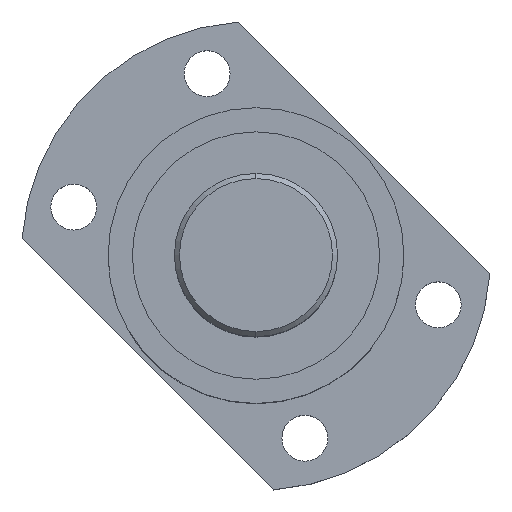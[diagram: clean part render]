
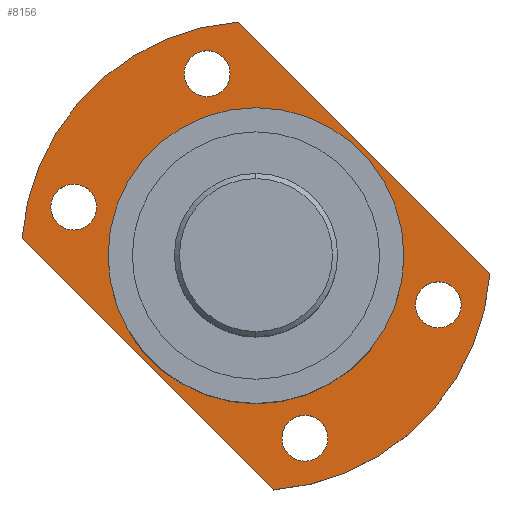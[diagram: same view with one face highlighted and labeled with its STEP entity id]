
A CAD part, top view. The second image highlights one B-rep face of the part: STEP entity #8156.
In plain terms, the highlighted planar face has unit normal (0, 0, 1).
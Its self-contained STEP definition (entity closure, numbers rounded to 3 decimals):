
#121 = CIRCLE ( 'NONE', #17974, 4.5 ) ;
#231 = DIRECTION ( 'NONE',  ( 0., 0., 1. ) ) ;
#275 = EDGE_LOOP ( 'NONE', ( #22951, #3491 ) ) ;
#379 = DIRECTION ( 'NONE',  ( 1., 0., 0. ) ) ;
#528 = CIRCLE ( 'NONE', #6511, 4.5 ) ;
#654 = VERTEX_POINT ( 'NONE', #14315 ) ;
#660 = FACE_BOUND ( 'NONE', #12913, .T. ) ;
#925 = CARTESIAN_POINT ( 'NONE',  ( -5.076, 78.542, 100.392 ) ) ;
#1068 = AXIS2_PLACEMENT_3D ( 'NONE', #1181, #18549, #5491 ) ;
#1157 = VECTOR ( 'NONE', #25743, 1000. ) ;
#1181 = CARTESIAN_POINT ( 'NONE',  ( -35.739, 52.379, 100.392 ) ) ;
#1285 = DIRECTION ( 'NONE',  ( 0., 0., 1. ) ) ;
#1499 = DIRECTION ( 'NONE',  ( 0., 0., -1. ) ) ;
#1510 = EDGE_LOOP ( 'NONE', ( #18839, #23696 ) ) ;
#1717 = EDGE_CURVE ( 'NONE', #11544, #14505, #528, .T. ) ;
#2062 = AXIS2_PLACEMENT_3D ( 'NONE', #8138, #14884, #4119 ) ;
#2138 = AXIS2_PLACEMENT_3D ( 'NONE', #12093, #1285, #24988 ) ;
#2167 = ORIENTED_EDGE ( 'NONE', *, *, #15487, .T. ) ;
#2213 = CARTESIAN_POINT ( 'NONE',  ( 40.239, 33.226, 100.392 ) ) ;
#2392 = DIRECTION ( 'NONE',  ( -1., 0., 0. ) ) ;
#2957 = CARTESIAN_POINT ( 'NONE',  ( 45.871, 39.358, 100.392 ) ) ;
#3491 = ORIENTED_EDGE ( 'NONE', *, *, #9662, .T. ) ;
#3498 = AXIS2_PLACEMENT_3D ( 'NONE', #22001, #10892, #379 ) ;
#3705 = ORIENTED_EDGE ( 'NONE', *, *, #17858, .T. ) ;
#4119 = DIRECTION ( 'NONE',  ( 1., 0., 0. ) ) ;
#4909 = EDGE_LOOP ( 'NONE', ( #26228, #25507 ) ) ;
#4920 = EDGE_LOOP ( 'NONE', ( #3705, #14250, #20170, #7214 ) ) ;
#5342 = AXIS2_PLACEMENT_3D ( 'NONE', #27859, #12402, #10299 ) ;
#5491 = DIRECTION ( 'NONE',  ( 1., 0., 0. ) ) ;
#5742 = EDGE_CURVE ( 'NONE', #23821, #19910, #16365, .T. ) ;
#6511 = AXIS2_PLACEMENT_3D ( 'NONE', #18082, #7418, #24800 ) ;
#6634 = VERTEX_POINT ( 'NONE', #13556 ) ;
#6937 = DIRECTION ( 'NONE',  ( -1., 0., 0. ) ) ;
#7214 = ORIENTED_EDGE ( 'NONE', *, *, #5742, .T. ) ;
#7238 = DIRECTION ( 'NONE',  ( 1., 0., 0. ) ) ;
#7418 = DIRECTION ( 'NONE',  ( 0., 0., -1. ) ) ;
#8023 = ORIENTED_EDGE ( 'NONE', *, *, #1717, .T. ) ;
#8096 = CARTESIAN_POINT ( 'NONE',  ( 35.739, 33.226, 100.392 ) ) ;
#8138 = CARTESIAN_POINT ( 'NONE',  ( -32.527, 75.33, 100.392 ) ) ;
#8156 = ADVANCED_FACE ( 'NONE', ( #19049, #660, #10822, #15546, #17958, #19367 ), #21472, .T. ) ;
#8361 = EDGE_CURVE ( 'NONE', #654, #18380, #18328, .T. ) ;
#8450 = DIRECTION ( 'NONE',  ( 1., 0., 0. ) ) ;
#8924 = LINE ( 'NONE', #2957, #27990 ) ;
#8980 = VERTEX_POINT ( 'NONE', #23886 ) ;
#9662 = EDGE_CURVE ( 'NONE', #22759, #18811, #19697, .T. ) ;
#10299 = DIRECTION ( 'NONE',  ( 1., 0., 0. ) ) ;
#10400 = CARTESIAN_POINT ( 'NONE',  ( -35.739, 52.379, 100.392 ) ) ;
#10822 = FACE_OUTER_BOUND ( 'NONE', #4920, .T. ) ;
#10892 = DIRECTION ( 'NONE',  ( 0., 0., -1. ) ) ;
#11045 = CARTESIAN_POINT ( 'NONE',  ( -45.871, 46.247, 100.392 ) ) ;
#11418 = DIRECTION ( 'NONE',  ( 0., 0., 1. ) ) ;
#11544 = VERTEX_POINT ( 'NONE', #11944 ) ;
#11573 = EDGE_CURVE ( 'NONE', #18811, #22759, #15808, .T. ) ;
#11799 = CARTESIAN_POINT ( 'NONE',  ( 9.576, 7.063, 100.392 ) ) ;
#11944 = CARTESIAN_POINT ( 'NONE',  ( 31.239, 33.226, 100.392 ) ) ;
#12093 = CARTESIAN_POINT ( 'NONE',  ( 0., 42.803, 100.392 ) ) ;
#12402 = DIRECTION ( 'NONE',  ( 0., 0., 1. ) ) ;
#12862 = CARTESIAN_POINT ( 'NONE',  ( -45.871, 46.247, 100.392 ) ) ;
#12913 = EDGE_LOOP ( 'NONE', ( #14994, #2167 ) ) ;
#13407 = AXIS2_PLACEMENT_3D ( 'NONE', #24120, #11418, #6937 ) ;
#13417 = CIRCLE ( 'NONE', #23924, 46. ) ;
#13556 = CARTESIAN_POINT ( 'NONE',  ( -29., 42.803, 100.392 ) ) ;
#13703 = VERTEX_POINT ( 'NONE', #16307 ) ;
#13915 = VERTEX_POINT ( 'NONE', #14713 ) ;
#14085 = DIRECTION ( 'NONE',  ( -0.707, 0.707, 0. ) ) ;
#14250 = ORIENTED_EDGE ( 'NONE', *, *, #22428, .T. ) ;
#14294 = EDGE_CURVE ( 'NONE', #6634, #24200, #24989, .T. ) ;
#14315 = CARTESIAN_POINT ( 'NONE',  ( 5.076, 7.063, 100.392 ) ) ;
#14505 = VERTEX_POINT ( 'NONE', #2213 ) ;
#14713 = CARTESIAN_POINT ( 'NONE',  ( 45.871, 39.358, 100.392 ) ) ;
#14884 = DIRECTION ( 'NONE',  ( 0., 0., 1. ) ) ;
#14994 = ORIENTED_EDGE ( 'NONE', *, *, #15168, .T. ) ;
#15168 = EDGE_CURVE ( 'NONE', #15731, #13703, #17523, .T. ) ;
#15487 = EDGE_CURVE ( 'NONE', #13703, #15731, #16825, .T. ) ;
#15546 = FACE_BOUND ( 'NONE', #275, .T. ) ;
#15731 = VERTEX_POINT ( 'NONE', #17488 ) ;
#15808 = CIRCLE ( 'NONE', #26074, 4.5 ) ;
#15933 = DIRECTION ( 'NONE',  ( 0., 0., -1. ) ) ;
#16307 = CARTESIAN_POINT ( 'NONE',  ( -40.239, 52.379, 100.392 ) ) ;
#16365 = LINE ( 'NONE', #12862, #1157 ) ;
#16746 = DIRECTION ( 'NONE',  ( 1., 0., 0. ) ) ;
#16825 = CIRCLE ( 'NONE', #1068, 4.5 ) ;
#17488 = CARTESIAN_POINT ( 'NONE',  ( -31.239, 52.379, 100.392 ) ) ;
#17523 = CIRCLE ( 'NONE', #26316, 4.5 ) ;
#17858 = EDGE_CURVE ( 'NONE', #19910, #13915, #13417, .T. ) ;
#17958 = FACE_BOUND ( 'NONE', #22537, .T. ) ;
#17974 = AXIS2_PLACEMENT_3D ( 'NONE', #11799, #23109, #18466 ) ;
#17989 = CARTESIAN_POINT ( 'NONE',  ( -9.576, 78.542, 100.392 ) ) ;
#18082 = CARTESIAN_POINT ( 'NONE',  ( 35.739, 33.226, 100.392 ) ) ;
#18328 = CIRCLE ( 'NONE', #3498, 4.5 ) ;
#18380 = VERTEX_POINT ( 'NONE', #23250 ) ;
#18466 = DIRECTION ( 'NONE',  ( 1., 0., 0. ) ) ;
#18549 = DIRECTION ( 'NONE',  ( 0., 0., -1. ) ) ;
#18811 = VERTEX_POINT ( 'NONE', #925 ) ;
#18839 = ORIENTED_EDGE ( 'NONE', *, *, #24019, .T. ) ;
#18851 = CIRCLE ( 'NONE', #2138, 29. ) ;
#19049 = FACE_BOUND ( 'NONE', #1510, .T. ) ;
#19367 = FACE_BOUND ( 'NONE', #4909, .T. ) ;
#19697 = CIRCLE ( 'NONE', #25705, 4.5 ) ;
#19910 = VERTEX_POINT ( 'NONE', #27106 ) ;
#20014 = EDGE_CURVE ( 'NONE', #14505, #11544, #20513, .T. ) ;
#20170 = ORIENTED_EDGE ( 'NONE', *, *, #20800, .T. ) ;
#20513 = CIRCLE ( 'NONE', #26666, 4.5 ) ;
#20786 = CARTESIAN_POINT ( 'NONE',  ( -9.576, 78.542, 100.392 ) ) ;
#20800 = EDGE_CURVE ( 'NONE', #8980, #23821, #25910, .T. ) ;
#21472 = PLANE ( 'NONE',  #2062 ) ;
#21515 = DIRECTION ( 'NONE',  ( 0., 0., -1. ) ) ;
#22001 = CARTESIAN_POINT ( 'NONE',  ( 9.576, 7.063, 100.392 ) ) ;
#22129 = CARTESIAN_POINT ( 'NONE',  ( -14.076, 78.542, 100.392 ) ) ;
#22428 = EDGE_CURVE ( 'NONE', #13915, #8980, #8924, .T. ) ;
#22523 = EDGE_CURVE ( 'NONE', #24200, #6634, #18851, .T. ) ;
#22537 = EDGE_LOOP ( 'NONE', ( #26349, #8023 ) ) ;
#22759 = VERTEX_POINT ( 'NONE', #22129 ) ;
#22951 = ORIENTED_EDGE ( 'NONE', *, *, #11573, .T. ) ;
#23109 = DIRECTION ( 'NONE',  ( 0., 0., -1. ) ) ;
#23250 = CARTESIAN_POINT ( 'NONE',  ( 14.076, 7.063, 100.392 ) ) ;
#23325 = DIRECTION ( 'NONE',  ( 1., 0., 0. ) ) ;
#23696 = ORIENTED_EDGE ( 'NONE', *, *, #8361, .T. ) ;
#23821 = VERTEX_POINT ( 'NONE', #11045 ) ;
#23886 = CARTESIAN_POINT ( 'NONE',  ( -3.444, 88.674, 100.392 ) ) ;
#23924 = AXIS2_PLACEMENT_3D ( 'NONE', #26488, #231, #2392 ) ;
#24019 = EDGE_CURVE ( 'NONE', #18380, #654, #121, .T. ) ;
#24120 = CARTESIAN_POINT ( 'NONE',  ( 0., 42.803, 100.392 ) ) ;
#24200 = VERTEX_POINT ( 'NONE', #27653 ) ;
#24800 = DIRECTION ( 'NONE',  ( 1., 0., 0. ) ) ;
#24988 = DIRECTION ( 'NONE',  ( 1., 0., 0. ) ) ;
#24989 = CIRCLE ( 'NONE', #5342, 29. ) ;
#25507 = ORIENTED_EDGE ( 'NONE', *, *, #14294, .F. ) ;
#25705 = AXIS2_PLACEMENT_3D ( 'NONE', #17989, #15933, #7238 ) ;
#25743 = DIRECTION ( 'NONE',  ( 0.707, -0.707, 0. ) ) ;
#25910 = CIRCLE ( 'NONE', #13407, 46. ) ;
#26074 = AXIS2_PLACEMENT_3D ( 'NONE', #20786, #27525, #16746 ) ;
#26228 = ORIENTED_EDGE ( 'NONE', *, *, #22523, .F. ) ;
#26316 = AXIS2_PLACEMENT_3D ( 'NONE', #10400, #21515, #8450 ) ;
#26349 = ORIENTED_EDGE ( 'NONE', *, *, #20014, .T. ) ;
#26488 = CARTESIAN_POINT ( 'NONE',  ( 0., 42.803, 100.392 ) ) ;
#26666 = AXIS2_PLACEMENT_3D ( 'NONE', #8096, #1499, #23325 ) ;
#27106 = CARTESIAN_POINT ( 'NONE',  ( 3.444, -3.068, 100.392 ) ) ;
#27525 = DIRECTION ( 'NONE',  ( 0., 0., -1. ) ) ;
#27653 = CARTESIAN_POINT ( 'NONE',  ( 29., 42.803, 100.392 ) ) ;
#27859 = CARTESIAN_POINT ( 'NONE',  ( 0., 42.803, 100.392 ) ) ;
#27990 = VECTOR ( 'NONE', #14085, 1000. ) ;
